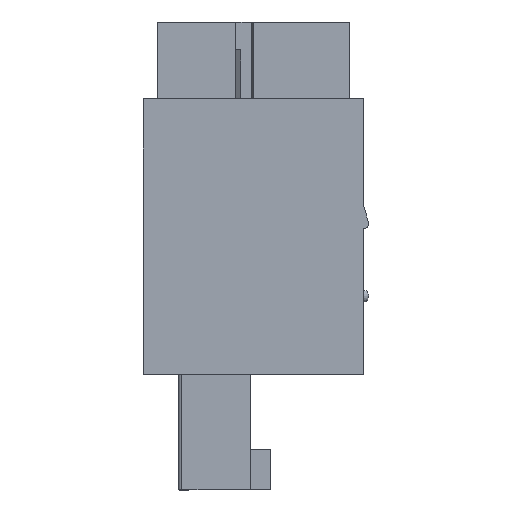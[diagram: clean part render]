
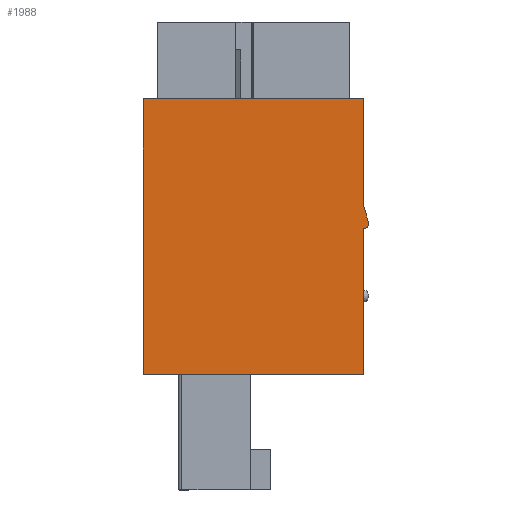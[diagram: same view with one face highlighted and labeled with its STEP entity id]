
A CAD part, left-side view. The second image highlights one B-rep face of the part: STEP entity #1988.
In plain terms, the highlighted planar face has unit normal (-1, 0, 0).
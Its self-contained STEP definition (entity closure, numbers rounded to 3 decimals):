
#1988 = ADVANCED_FACE( '', ( #4061 ), #4062, .F. );
#4061 = FACE_OUTER_BOUND( '', #6209, .T. );
#4062 = PLANE( '', #6210 );
#6209 = EDGE_LOOP( '', ( #12163, #12164, #12165, #12166, #12167, #12168, #12169 ) );
#6210 = AXIS2_PLACEMENT_3D( '', #12170, #12171, #12172 );
#12163 = ORIENTED_EDGE( '', *, *, #14405, .F. );
#12164 = ORIENTED_EDGE( '', *, *, #14927, .F. );
#12165 = ORIENTED_EDGE( '', *, *, #15319, .F. );
#12166 = ORIENTED_EDGE( '', *, *, #14272, .F. );
#12167 = ORIENTED_EDGE( '', *, *, #15353, .F. );
#12168 = ORIENTED_EDGE( '', *, *, #14510, .F. );
#12169 = ORIENTED_EDGE( '', *, *, #13897, .F. );
#12170 = CARTESIAN_POINT( '', ( -11.825, 0., 0. ) );
#12171 = DIRECTION( '', ( 1., 0., 0. ) );
#12172 = DIRECTION( '', ( 0., 0., -1. ) );
#13897 = EDGE_CURVE( '', #17123, #17124, #17125, .T. );
#14272 = EDGE_CURVE( '', #17726, #17728, #17729, .T. );
#14405 = EDGE_CURVE( '', #17934, #17123, #17936, .T. );
#14510 = EDGE_CURVE( '', #17124, #18089, #18090, .T. );
#14927 = EDGE_CURVE( '', #18673, #17934, #18675, .T. );
#15319 = EDGE_CURVE( '', #17728, #18673, #19162, .T. );
#15353 = EDGE_CURVE( '', #18089, #17726, #19204, .T. );
#17123 = VERTEX_POINT( '', #21627 );
#17124 = VERTEX_POINT( '', #21628 );
#17125 = LINE( '', #21629, #21630 );
#17726 = VERTEX_POINT( '', #22521 );
#17728 = VERTEX_POINT( '', #22524 );
#17729 = LINE( '', #22525, #22526 );
#17934 = VERTEX_POINT( '', #22822 );
#17936 = LINE( '', #22825, #22826 );
#18089 = VERTEX_POINT( '', #23061 );
#18090 = LINE( '', #23062, #23063 );
#18673 = VERTEX_POINT( '', #23941 );
#18675 = CIRCLE( '', #23944, 0.3 );
#19162 = LINE( '', #24680, #24681 );
#19204 = LINE( '', #24755, #24756 );
#21627 = CARTESIAN_POINT( '', ( -11.825, -6.3, -7.9 ) );
#21628 = CARTESIAN_POINT( '', ( -11.825, 6.3, -7.9 ) );
#21629 = CARTESIAN_POINT( '', ( -11.825, -6.3, -7.9 ) );
#21630 = VECTOR( '', #26024, 1000. );
#22521 = CARTESIAN_POINT( '', ( -11.825, -6.3, 7.9 ) );
#22524 = CARTESIAN_POINT( '', ( -11.825, -6.3, 1.85 ) );
#22525 = CARTESIAN_POINT( '', ( -11.825, -6.3, 7.9 ) );
#22526 = VECTOR( '', #26416, 1000. );
#22822 = CARTESIAN_POINT( '', ( -11.825, -6.3, 0.45 ) );
#22825 = CARTESIAN_POINT( '', ( -11.825, -6.3, 7.9 ) );
#22826 = VECTOR( '', #26569, 1000. );
#23061 = CARTESIAN_POINT( '', ( -11.825, 6.3, 7.9 ) );
#23062 = CARTESIAN_POINT( '', ( -11.825, 6.3, -7.9 ) );
#23063 = VECTOR( '', #26655, 1000. );
#23941 = CARTESIAN_POINT( '', ( -11.825, -6.589, 0.832 ) );
#23944 = AXIS2_PLACEMENT_3D( '', #27016, #27017, #27018 );
#24680 = CARTESIAN_POINT( '', ( -11.825, -6.3, 1.85 ) );
#24681 = VECTOR( '', #27311, 1000. );
#24755 = CARTESIAN_POINT( '', ( -11.825, 6.3, 7.9 ) );
#24756 = VECTOR( '', #27344, 1000. );
#26024 = DIRECTION( '', ( 0., 1., 0. ) );
#26416 = DIRECTION( '', ( 0., 0., -1. ) );
#26569 = DIRECTION( '', ( 0., 0., -1. ) );
#26655 = DIRECTION( '', ( 0., 0., 1. ) );
#27016 = CARTESIAN_POINT( '', ( -11.825, -6.3, 0.75 ) );
#27017 = DIRECTION( '', ( 1., 0., 0. ) );
#27018 = DIRECTION( '', ( 0., 1., 0. ) );
#27311 = DIRECTION( '', ( 0., -0.273, -0.962 ) );
#27344 = DIRECTION( '', ( 0., -1., 0. ) );
